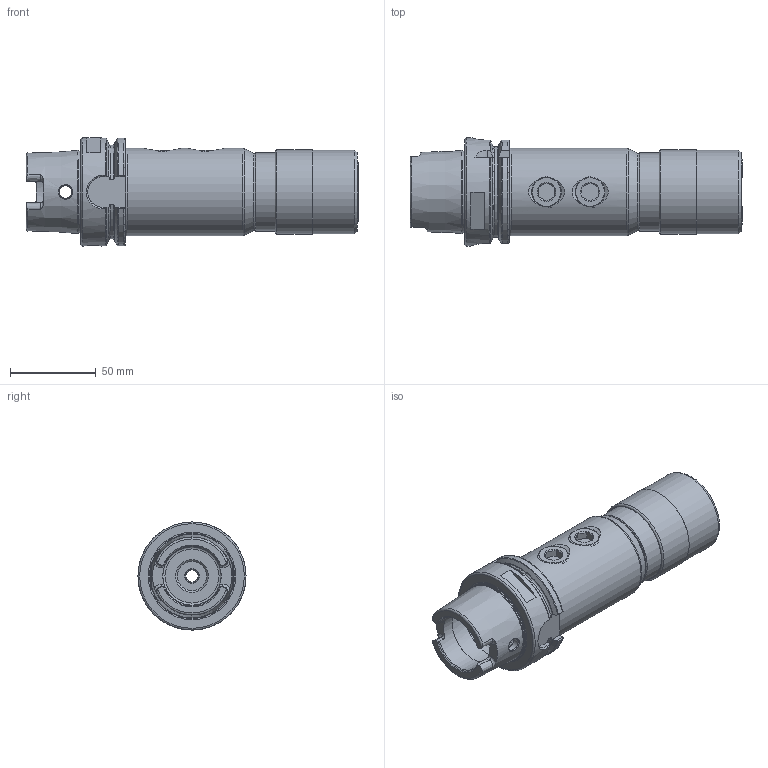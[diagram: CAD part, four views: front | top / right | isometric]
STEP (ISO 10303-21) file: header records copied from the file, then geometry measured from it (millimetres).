
FILE_DESCRIPTION(/* description */ (''),/* implementation_level */ '2;1');
FILE_NAME(/* name */ 'HSK063A-RT2-0637 v2.step',/* time_stamp */ '2023-07-05T13:50:16-05:00',/* author */ (''),/* organization */ (''),/* preprocessor_version */ 'ST-DEVELOPER v19.2',/* originating_system */ 'Autodesk Translation Framework v12.6.0.85',/* authorisation */ '');
FILE_SCHEMA (('AUTOMOTIVE_DESIGN { 1 0 10303 214 3 1 1 }'));
Length unit declared in the file: millimetre
Products named in the file (4): HSK063A-RT2-0637; HSK063A-EM100-0400; S100-RT2-0237; 91375A854_Alloy Steel Cup-Point Set Screw
Assembly tree (4 placements, depth 2):
  HSK063A-RT2-0637
    HSK063A-EM100-0400
    S100-RT2-0237
    91375A854_Alloy Steel Cup-Point Set Screw  x2
Bounding box: 193.6 x 63 x 63 mm (x, y, z)
Volume: 283741.7 mm3; surface area: 76268.4 mm2
Topology: 4 solids, 5 shells, 275 faces, 709 edges, 457 vertices
Faces by surface type: plane 87, cylinder 77, cone 59, torus 35, bspline 17
Full cylindrical faces by diameter (mm): 7 x1, 7.5 x2, 8 x1, 10 x2, 14 x1, 16.988 x12, 17 x1, 17.323 x2, 19 x1, 19.05 x10, 24.4 x1, 25.4 x2, 26.4 x1, 31 x1, 31.4 x1, 34 x2, 39.6 x1, 40 x4, 44 x1, 44.5 x1, 45.5 x1, 46 x1, 48.241 x1, 48.5 x1, 49 x1, 50.8 x1, 63 x1
Entity records: 10423 total; most frequent: CARTESIAN_POINT 4668, ORIENTED_EDGE 1248, DIRECTION 1118, EDGE_CURVE 624, AXIS2_PLACEMENT_3D 466, VERTEX_POINT 405, EDGE_LOOP 267, FACE_OUTER_BOUND 240
